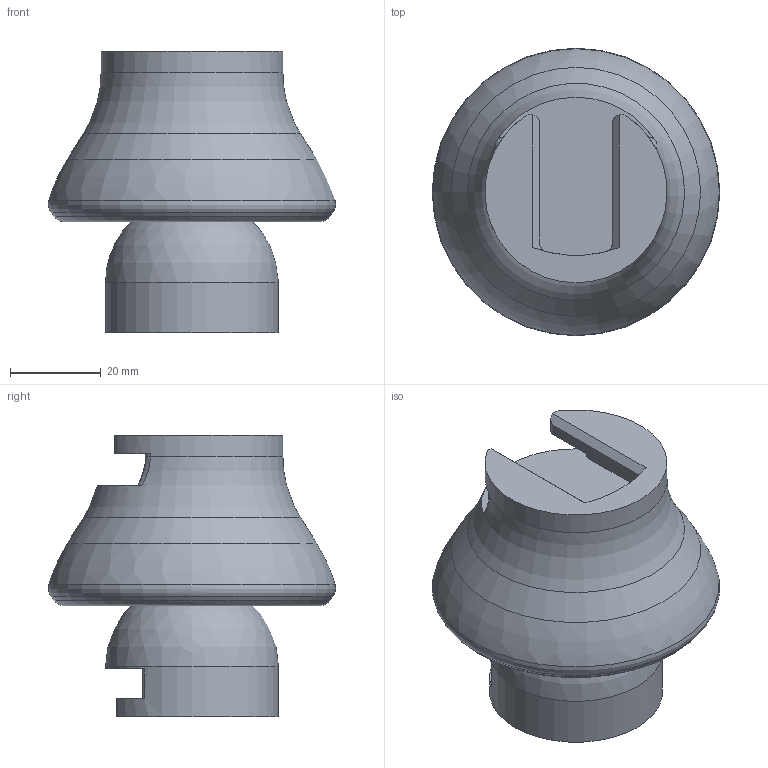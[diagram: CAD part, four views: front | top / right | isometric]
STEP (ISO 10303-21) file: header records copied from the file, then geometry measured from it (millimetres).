
FILE_DESCRIPTION(/* description */ ('Unknown'),/* implementation_level */ '2;1');
FILE_NAME(/* name */ 'Punch ø38',/* time_stamp */ '2021-09-28T14:56:58+02:00',/* author */ ('Unknown'),/* organization */ ('Unknown'),/* preprocessor_version */ 'ST-DEVELOPER v16.7',/* originating_system */ 'Solid Edge',/* authorisation */ 'Unknown');
FILE_SCHEMA (('AUTOMOTIVE_DESIGN {1 0 10303 214 3 1 1}'));
Length unit declared in the file: millimetre
Products named in the file (3): blokkekti; Kule; Kopp
Assembly tree (2 placements, depth 2):
  blokkekti
    Kule
    Kopp
Bounding box: 63.18 x 63.18 x 61.85 mm (x, y, z)
Volume: 66390.6 mm3; surface area: 18238.5 mm2
Topology: 2 solids, 2 shells, 48 faces, 125 edges, 80 vertices
Faces by surface type: plane 21, cylinder 16, torus 6, cone 2, bspline 2, sphere 1
Full cylindrical faces by diameter (mm): 38 x1
Entity records: 1509 total; most frequent: CARTESIAN_POINT 297, DIRECTION 258, ORIENTED_EDGE 220, EDGE_CURVE 110, AXIS2_PLACEMENT_3D 105, VERTEX_POINT 76, FACE_BOUND 58, EDGE_LOOP 57
